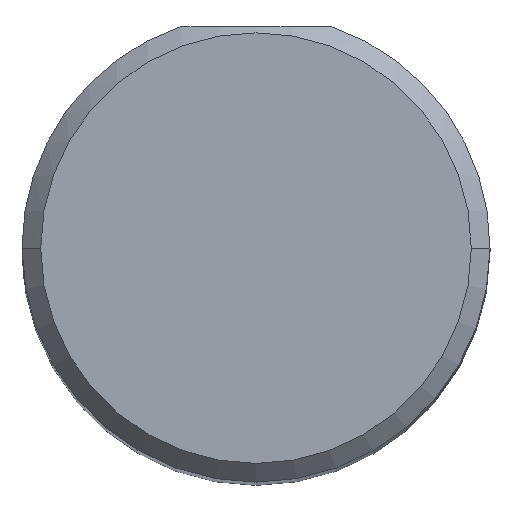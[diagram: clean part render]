
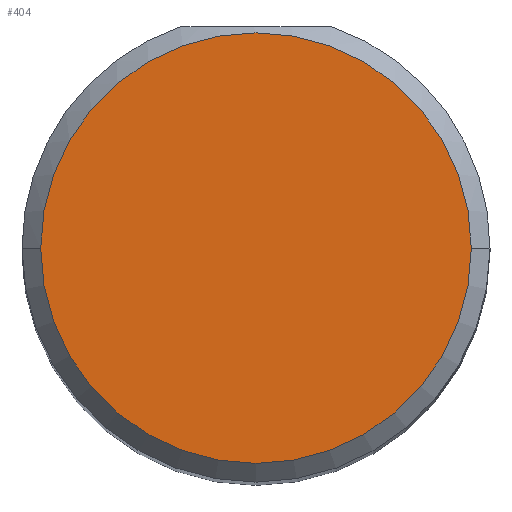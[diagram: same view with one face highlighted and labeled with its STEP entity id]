
A CAD part, top view. The second image highlights one B-rep face of the part: STEP entity #404.
In plain terms, the highlighted planar face has unit normal (0, 0, 1).
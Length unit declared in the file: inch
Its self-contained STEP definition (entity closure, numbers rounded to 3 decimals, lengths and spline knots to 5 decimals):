
#32 = EDGE_LOOP ( 'NONE', ( #60, #152 ) ) ;
#37 = CIRCLE ( 'NONE', #426, 0.1725 ) ;
#60 = ORIENTED_EDGE ( 'NONE', *, *, #327, .F. ) ;
#61 = CARTESIAN_POINT ( 'NONE',  ( 0.75, 0., 2.5 ) ) ;
#106 = DIRECTION ( 'NONE',  ( -1., 0., 0. ) ) ;
#114 = FACE_OUTER_BOUND ( 'NONE', #32, .T. ) ;
#140 = DIRECTION ( 'NONE',  ( 0., 0., -1. ) ) ;
#145 = PLANE ( 'NONE',  #518 ) ;
#152 = ORIENTED_EDGE ( 'NONE', *, *, #199, .F. ) ;
#166 = CIRCLE ( 'NONE', #500, 0.1725 ) ;
#187 = CARTESIAN_POINT ( 'NONE',  ( 0.75, 0., 2.5 ) ) ;
#191 = DIRECTION ( 'NONE',  ( 0., 0., -1. ) ) ;
#199 = EDGE_CURVE ( 'NONE', #283, #457, #166, .T. ) ;
#232 = DIRECTION ( 'NONE',  ( -1., 0., 0. ) ) ;
#283 = VERTEX_POINT ( 'NONE', #367 ) ;
#327 = EDGE_CURVE ( 'NONE', #457, #283, #37, .T. ) ;
#367 = CARTESIAN_POINT ( 'NONE',  ( 0.5775, 0., 2.5 ) ) ;
#404 = ADVANCED_FACE ( 'NONE', ( #114 ), #145, .T. ) ;
#421 = DIRECTION ( 'NONE',  ( -1., 0., 0. ) ) ;
#426 = AXIS2_PLACEMENT_3D ( 'NONE', #61, #191, #421 ) ;
#457 = VERTEX_POINT ( 'NONE', #522 ) ;
#500 = AXIS2_PLACEMENT_3D ( 'NONE', #187, #140, #232 ) ;
#510 = CARTESIAN_POINT ( 'NONE',  ( 0.75, 0., 2.5 ) ) ;
#518 = AXIS2_PLACEMENT_3D ( 'NONE', #510, #551, #106 ) ;
#522 = CARTESIAN_POINT ( 'NONE',  ( 0.9225, 0., 2.5 ) ) ;
#551 = DIRECTION ( 'NONE',  ( 0., 0., 1. ) ) ;
